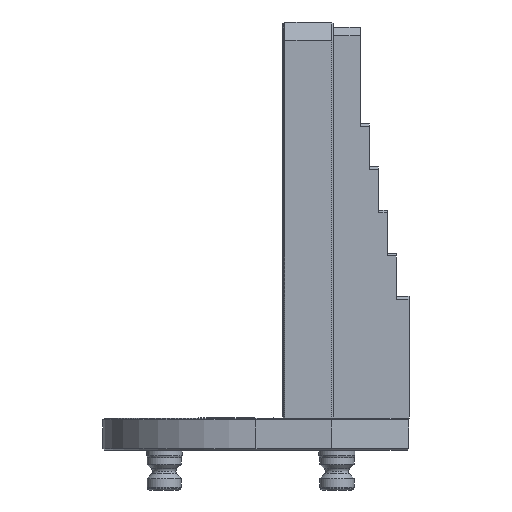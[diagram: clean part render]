
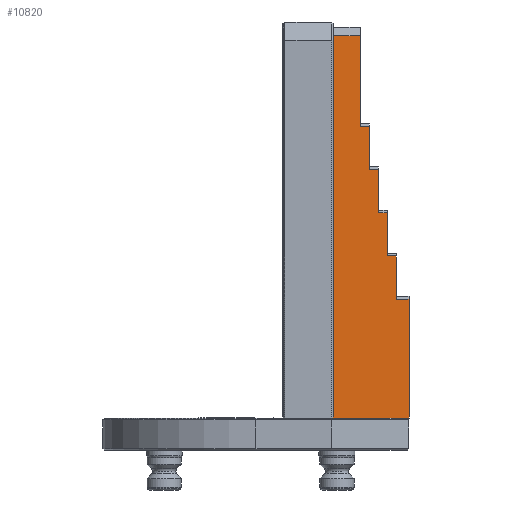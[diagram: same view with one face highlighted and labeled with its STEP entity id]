
A CAD part, left-side view. The second image highlights one B-rep face of the part: STEP entity #10820.
In plain terms, the highlighted planar face has unit normal (-1, 0, 0).
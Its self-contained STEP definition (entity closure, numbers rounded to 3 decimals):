
#2029=FACE_OUTER_BOUND('',#16280,.T.);
#3747=LINE('',#52239,#6934);
#3801=LINE('',#52368,#6988);
#5049=LINE('',#57042,#8292);
#5050=LINE('',#57044,#8293);
#5054=LINE('',#57051,#8297);
#5056=LINE('',#57054,#8299);
#5059=LINE('',#57060,#8302);
#5060=LINE('',#57062,#8303);
#5064=LINE('',#57069,#8307);
#5065=LINE('',#57071,#8308);
#5068=LINE('',#57076,#8311);
#5070=LINE('',#57080,#8313);
#5084=LINE('',#57128,#8327);
#5114=LINE('',#57189,#8357);
#6934=VECTOR('',#40842,1.);
#6988=VECTOR('',#40924,1.);
#8292=VECTOR('',#43774,1.);
#8293=VECTOR('',#43777,1.);
#8297=VECTOR('',#43783,1.);
#8299=VECTOR('',#43787,1.);
#8302=VECTOR('',#43792,1.);
#8303=VECTOR('',#43795,1.);
#8307=VECTOR('',#43801,1.);
#8308=VECTOR('',#43804,1.);
#8311=VECTOR('',#43809,1.);
#8313=VECTOR('',#43813,1.);
#8327=VECTOR('',#43851,1.);
#8357=VECTOR('',#43927,1.);
#10820=ADVANCED_FACE('',(#2029),#12244,.T.);
#12244=PLANE('',#35844);
#16280=EDGE_LOOP('',(#24563,#24564,#24565,#24566,#24567,#24568,#24569,#24570,
#24571,#24572,#24573,#24574,#24575,#24576));
#24563=ORIENTED_EDGE('',*,*,#30720,.F.);
#24564=ORIENTED_EDGE('',*,*,#30784,.T.);
#24565=ORIENTED_EDGE('',*,*,#32323,.T.);
#24566=ORIENTED_EDGE('',*,*,#32321,.T.);
#24567=ORIENTED_EDGE('',*,*,#32318,.F.);
#24568=ORIENTED_EDGE('',*,*,#32317,.T.);
#24569=ORIENTED_EDGE('',*,*,#32313,.F.);
#24570=ORIENTED_EDGE('',*,*,#32312,.T.);
#24571=ORIENTED_EDGE('',*,*,#32309,.F.);
#24572=ORIENTED_EDGE('',*,*,#32307,.T.);
#24573=ORIENTED_EDGE('',*,*,#32303,.F.);
#24574=ORIENTED_EDGE('',*,*,#32302,.T.);
#24575=ORIENTED_EDGE('',*,*,#32346,.F.);
#24576=ORIENTED_EDGE('',*,*,#32379,.T.);
#26985=VERTEX_POINT('',#52238);
#26986=VERTEX_POINT('',#52240);
#27046=VERTEX_POINT('',#52367);
#28093=VERTEX_POINT('',#57039);
#28094=VERTEX_POINT('',#57041);
#28095=VERTEX_POINT('',#57045);
#28096=VERTEX_POINT('',#57050);
#28097=VERTEX_POINT('',#57055);
#28098=VERTEX_POINT('',#57059);
#28099=VERTEX_POINT('',#57063);
#28100=VERTEX_POINT('',#57068);
#28101=VERTEX_POINT('',#57072);
#28102=VERTEX_POINT('',#57077);
#28124=VERTEX_POINT('',#57127);
#30720=EDGE_CURVE('',#26985,#26986,#3747,.T.);
#30784=EDGE_CURVE('',#26985,#27046,#3801,.T.);
#32302=EDGE_CURVE('',#28093,#28094,#5049,.T.);
#32303=EDGE_CURVE('',#28093,#28095,#5050,.T.);
#32307=EDGE_CURVE('',#28096,#28095,#5054,.T.);
#32309=EDGE_CURVE('',#28096,#28097,#5056,.T.);
#32312=EDGE_CURVE('',#28098,#28097,#5059,.T.);
#32313=EDGE_CURVE('',#28098,#28099,#5060,.T.);
#32317=EDGE_CURVE('',#28100,#28099,#5064,.T.);
#32318=EDGE_CURVE('',#28100,#28101,#5065,.T.);
#32321=EDGE_CURVE('',#28102,#28101,#5068,.T.);
#32323=EDGE_CURVE('',#27046,#28102,#5070,.T.);
#32346=EDGE_CURVE('',#28124,#28094,#5084,.T.);
#32379=EDGE_CURVE('',#28124,#26986,#5114,.T.);
#35844=AXIS2_PLACEMENT_3D('',#57190,#43928,#43929);
#40842=DIRECTION('',(0.,-1.,0.));
#40924=DIRECTION('',(0.,0.,-1.));
#43774=DIRECTION('',(0.,0.,1.));
#43777=DIRECTION('',(0.,1.,0.));
#43783=DIRECTION('',(0.,0.,1.));
#43787=DIRECTION('',(0.,1.,0.));
#43792=DIRECTION('',(0.,0.,1.));
#43795=DIRECTION('',(0.,1.,0.));
#43801=DIRECTION('',(0.,0.,1.));
#43804=DIRECTION('',(0.,1.,0.));
#43809=DIRECTION('',(0.,0.,1.));
#43813=DIRECTION('',(0.,-1.,0.));
#43851=DIRECTION('',(0.,1.,0.));
#43927=DIRECTION('',(0.,0.,1.));
#43928=DIRECTION('',(-1.,0.,0.));
#43929=DIRECTION('',(0.,0.,-1.));
#52238=CARTESIAN_POINT('',(1343.,1417.,93.));
#52239=CARTESIAN_POINT('',(1343.,1406.,93.));
#52240=CARTESIAN_POINT('',(1343.,1204.5,93.));
#52367=CARTESIAN_POINT('',(1343.,1417.,51.));
#52368=CARTESIAN_POINT('',(1343.,1417.,116.));
#57039=CARTESIAN_POINT('',(1343.,1255.,73.));
#57041=CARTESIAN_POINT('',(1343.,1255.,78.));
#57042=CARTESIAN_POINT('',(1343.,1255.,78.));
#57044=CARTESIAN_POINT('',(1343.,1406.,73.));
#57045=CARTESIAN_POINT('',(1343.,1279.,73.));
#57050=CARTESIAN_POINT('',(1343.,1279.,68.));
#57051=CARTESIAN_POINT('',(1343.,1279.,73.));
#57054=CARTESIAN_POINT('',(1343.,1406.,68.));
#57055=CARTESIAN_POINT('',(1343.,1303.,68.));
#57059=CARTESIAN_POINT('',(1343.,1303.,63.));
#57060=CARTESIAN_POINT('',(1343.,1303.,68.));
#57062=CARTESIAN_POINT('',(1343.,1406.,63.));
#57063=CARTESIAN_POINT('',(1343.,1327.,63.));
#57068=CARTESIAN_POINT('',(1343.,1327.,58.));
#57069=CARTESIAN_POINT('',(1343.,1327.,63.));
#57071=CARTESIAN_POINT('',(1343.,1406.,58.));
#57072=CARTESIAN_POINT('',(1343.,1351.,58.));
#57076=CARTESIAN_POINT('',(1343.,1351.,58.));
#57077=CARTESIAN_POINT('',(1343.,1351.,51.));
#57080=CARTESIAN_POINT('',(1343.,1664.,51.));
#57127=CARTESIAN_POINT('',(1343.,1204.5,78.));
#57128=CARTESIAN_POINT('',(1343.,1406.,78.));
#57189=CARTESIAN_POINT('',(1343.,1204.5,70.));
#57190=CARTESIAN_POINT('',(1343.,1406.,70.));
